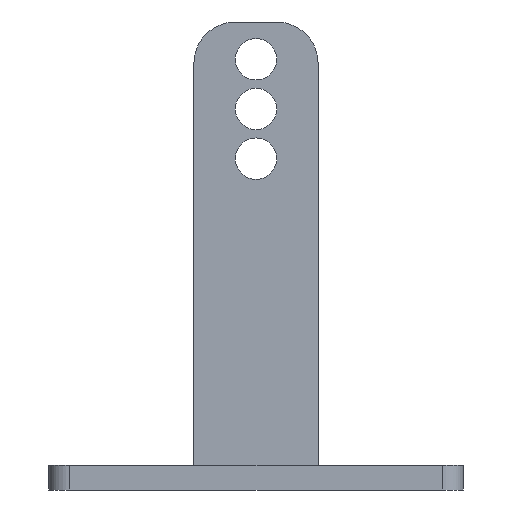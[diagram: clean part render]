
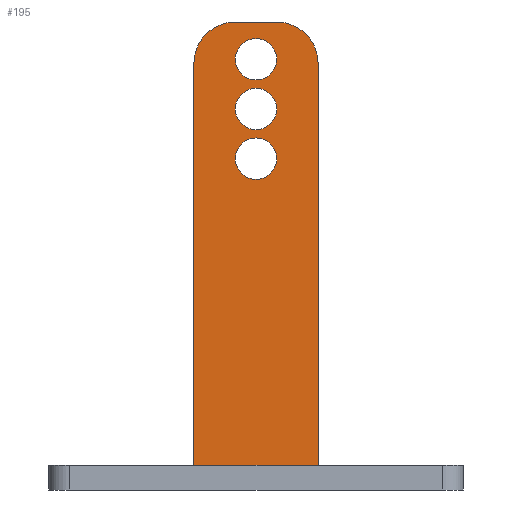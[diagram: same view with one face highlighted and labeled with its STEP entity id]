
A CAD part, front view. The second image highlights one B-rep face of the part: STEP entity #195.
In plain terms, the highlighted face is planar.
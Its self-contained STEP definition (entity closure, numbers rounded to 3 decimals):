
#38 = CIRCLE ( 'NONE', #1111, 5. ) ;
#39 = DIRECTION ( 'NONE',  ( 0., 0., 1. ) ) ;
#86 = DIRECTION ( 'NONE',  ( 1., 0., 0. ) ) ;
#104 = CARTESIAN_POINT ( 'NONE',  ( 15., 0., 4. ) ) ;
#106 = CARTESIAN_POINT ( 'NONE',  ( 5., 112., 4. ) ) ;
#121 = DIRECTION ( 'NONE',  ( 1., 0., 0. ) ) ;
#127 = VERTEX_POINT ( 'NONE', #1091 ) ;
#128 = CARTESIAN_POINT ( 'NONE',  ( 5., 79., 4. ) ) ;
#139 = ORIENTED_EDGE ( 'NONE', *, *, #1243, .F. ) ;
#150 = EDGE_LOOP ( 'NONE', ( #532, #290, #1380, #557, #315, #695 ) ) ;
#177 = DIRECTION ( 'NONE',  ( 1., 0., 0. ) ) ;
#195 = ADVANCED_FACE ( 'NONE', ( #1213, #459, #220, #783 ), #968, .T. ) ;
#204 = VERTEX_POINT ( 'NONE', #128 ) ;
#208 = AXIS2_PLACEMENT_3D ( 'NONE', #423, #1150, #307 ) ;
#220 = FACE_BOUND ( 'NONE', #839, .T. ) ;
#240 = DIRECTION ( 'NONE',  ( 1., 0., 0. ) ) ;
#243 = ORIENTED_EDGE ( 'NONE', *, *, #248, .F. ) ;
#248 = EDGE_CURVE ( 'NONE', #251, #804, #674, .T. ) ;
#249 = AXIS2_PLACEMENT_3D ( 'NONE', #945, #818, #1518 ) ;
#251 = VERTEX_POINT ( 'NONE', #579 ) ;
#279 = AXIS2_PLACEMENT_3D ( 'NONE', #792, #658, #1381 ) ;
#287 = CARTESIAN_POINT ( 'NONE',  ( 0., 79., 4. ) ) ;
#290 = ORIENTED_EDGE ( 'NONE', *, *, #1359, .F. ) ;
#291 = DIRECTION ( 'NONE',  ( 0., 0., 1. ) ) ;
#293 = VERTEX_POINT ( 'NONE', #336 ) ;
#306 = CIRCLE ( 'NONE', #279, 5. ) ;
#307 = DIRECTION ( 'NONE',  ( 1., 0., 0. ) ) ;
#308 = AXIS2_PLACEMENT_3D ( 'NONE', #1520, #827, #121 ) ;
#311 = CARTESIAN_POINT ( 'NONE',  ( -15., 0., 4. ) ) ;
#315 = ORIENTED_EDGE ( 'NONE', *, *, #371, .T. ) ;
#336 = CARTESIAN_POINT ( 'NONE',  ( -5., 112., 4. ) ) ;
#339 = DIRECTION ( 'NONE',  ( 1., 0., 0. ) ) ;
#351 = VECTOR ( 'NONE', #922, 1000. ) ;
#352 = DIRECTION ( 'NONE',  ( 0., 0., 1. ) ) ;
#369 = EDGE_CURVE ( 'NONE', #804, #251, #306, .T. ) ;
#371 = EDGE_CURVE ( 'NONE', #1181, #940, #917, .T. ) ;
#401 = DIRECTION ( 'NONE',  ( 1., 0., 0. ) ) ;
#423 = CARTESIAN_POINT ( 'NONE',  ( 5., 102., 4. ) ) ;
#444 = EDGE_CURVE ( 'NONE', #1325, #1496, #1011, .T. ) ;
#453 = VECTOR ( 'NONE', #86, 1000. ) ;
#456 = DIRECTION ( 'NONE',  ( 0., 0., 1. ) ) ;
#459 = FACE_OUTER_BOUND ( 'NONE', #150, .T. ) ;
#473 = CARTESIAN_POINT ( 'NONE',  ( -5., 102., 4. ) ) ;
#481 = CIRCLE ( 'NONE', #883, 5. ) ;
#495 = CARTESIAN_POINT ( 'NONE',  ( 15., 0., 4. ) ) ;
#503 = DIRECTION ( 'NONE',  ( 1., 0., 0. ) ) ;
#512 = LINE ( 'NONE', #104, #1167 ) ;
#532 = ORIENTED_EDGE ( 'NONE', *, *, #976, .T. ) ;
#534 = CARTESIAN_POINT ( 'NONE',  ( -15., 0., 4. ) ) ;
#543 = CIRCLE ( 'NONE', #881, 5. ) ;
#557 = ORIENTED_EDGE ( 'NONE', *, *, #1389, .T. ) ;
#566 = EDGE_CURVE ( 'NONE', #204, #1182, #38, .T. ) ;
#579 = CARTESIAN_POINT ( 'NONE',  ( 5., 103., 4. ) ) ;
#589 = VERTEX_POINT ( 'NONE', #495 ) ;
#607 = LINE ( 'NONE', #1344, #949 ) ;
#609 = DIRECTION ( 'NONE',  ( 1., 0., 0. ) ) ;
#648 = CARTESIAN_POINT ( 'NONE',  ( -5., 91., 4. ) ) ;
#658 = DIRECTION ( 'NONE',  ( 0., 0., 1. ) ) ;
#662 = LINE ( 'NONE', #534, #351 ) ;
#674 = CIRCLE ( 'NONE', #249, 5. ) ;
#695 = ORIENTED_EDGE ( 'NONE', *, *, #1172, .F. ) ;
#747 = CARTESIAN_POINT ( 'NONE',  ( -5., 79., 4. ) ) ;
#783 = FACE_BOUND ( 'NONE', #1329, .T. ) ;
#792 = CARTESIAN_POINT ( 'NONE',  ( 0., 103., 4. ) ) ;
#804 = VERTEX_POINT ( 'NONE', #1256 ) ;
#806 = DIRECTION ( 'NONE',  ( 0., 1., 0. ) ) ;
#818 = DIRECTION ( 'NONE',  ( 0., 0., 1. ) ) ;
#819 = EDGE_LOOP ( 'NONE', ( #139, #1519 ) ) ;
#827 = DIRECTION ( 'NONE',  ( 0., 0., 1. ) ) ;
#837 = EDGE_CURVE ( 'NONE', #127, #589, #1064, .T. ) ;
#839 = EDGE_LOOP ( 'NONE', ( #1171, #1136 ) ) ;
#840 = CARTESIAN_POINT ( 'NONE',  ( 0., 91., 4. ) ) ;
#846 = VERTEX_POINT ( 'NONE', #1383 ) ;
#861 = CARTESIAN_POINT ( 'NONE',  ( 0., 79., 4. ) ) ;
#881 = AXIS2_PLACEMENT_3D ( 'NONE', #287, #1126, #401 ) ;
#883 = AXIS2_PLACEMENT_3D ( 'NONE', #840, #456, #339 ) ;
#912 = CARTESIAN_POINT ( 'NONE',  ( 5., 91., 4. ) ) ;
#917 = CIRCLE ( 'NONE', #208, 10. ) ;
#922 = DIRECTION ( 'NONE',  ( 0., 1., 0. ) ) ;
#940 = VERTEX_POINT ( 'NONE', #106 ) ;
#945 = CARTESIAN_POINT ( 'NONE',  ( 0., 103., 4. ) ) ;
#949 = VECTOR ( 'NONE', #503, 1000. ) ;
#968 = PLANE ( 'NONE',  #1472 ) ;
#976 = EDGE_CURVE ( 'NONE', #293, #846, #1345, .T. ) ;
#1011 = CIRCLE ( 'NONE', #1247, 5. ) ;
#1064 = LINE ( 'NONE', #311, #453 ) ;
#1091 = CARTESIAN_POINT ( 'NONE',  ( -15., 0., 4. ) ) ;
#1111 = AXIS2_PLACEMENT_3D ( 'NONE', #861, #39, #609 ) ;
#1126 = DIRECTION ( 'NONE',  ( 0., 0., 1. ) ) ;
#1130 = CARTESIAN_POINT ( 'NONE',  ( 0., 91., 4. ) ) ;
#1136 = ORIENTED_EDGE ( 'NONE', *, *, #1468, .F. ) ;
#1150 = DIRECTION ( 'NONE',  ( 0., 0., 1. ) ) ;
#1167 = VECTOR ( 'NONE', #806, 1000. ) ;
#1171 = ORIENTED_EDGE ( 'NONE', *, *, #444, .F. ) ;
#1172 = EDGE_CURVE ( 'NONE', #293, #940, #607, .T. ) ;
#1181 = VERTEX_POINT ( 'NONE', #1454 ) ;
#1182 = VERTEX_POINT ( 'NONE', #747 ) ;
#1213 = FACE_BOUND ( 'NONE', #819, .T. ) ;
#1243 = EDGE_CURVE ( 'NONE', #1182, #204, #543, .T. ) ;
#1247 = AXIS2_PLACEMENT_3D ( 'NONE', #1130, #291, #177 ) ;
#1256 = CARTESIAN_POINT ( 'NONE',  ( -5., 103., 4. ) ) ;
#1272 = ORIENTED_EDGE ( 'NONE', *, *, #369, .F. ) ;
#1325 = VERTEX_POINT ( 'NONE', #648 ) ;
#1329 = EDGE_LOOP ( 'NONE', ( #1272, #243 ) ) ;
#1344 = CARTESIAN_POINT ( 'NONE',  ( -5., 112., 4. ) ) ;
#1345 = CIRCLE ( 'NONE', #308, 10. ) ;
#1359 = EDGE_CURVE ( 'NONE', #127, #846, #662, .T. ) ;
#1380 = ORIENTED_EDGE ( 'NONE', *, *, #837, .T. ) ;
#1381 = DIRECTION ( 'NONE',  ( 1., 0., 0. ) ) ;
#1383 = CARTESIAN_POINT ( 'NONE',  ( -15., 102., 4. ) ) ;
#1389 = EDGE_CURVE ( 'NONE', #589, #1181, #512, .T. ) ;
#1454 = CARTESIAN_POINT ( 'NONE',  ( 15., 102., 4. ) ) ;
#1468 = EDGE_CURVE ( 'NONE', #1496, #1325, #481, .T. ) ;
#1472 = AXIS2_PLACEMENT_3D ( 'NONE', #473, #352, #240 ) ;
#1496 = VERTEX_POINT ( 'NONE', #912 ) ;
#1518 = DIRECTION ( 'NONE',  ( 1., 0., 0. ) ) ;
#1519 = ORIENTED_EDGE ( 'NONE', *, *, #566, .F. ) ;
#1520 = CARTESIAN_POINT ( 'NONE',  ( -5., 102., 4. ) ) ;
